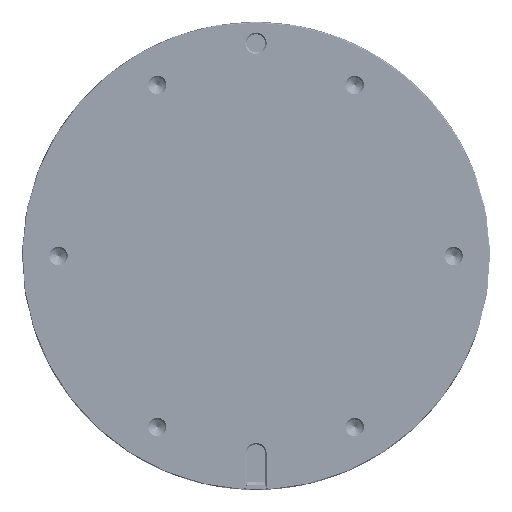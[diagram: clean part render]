
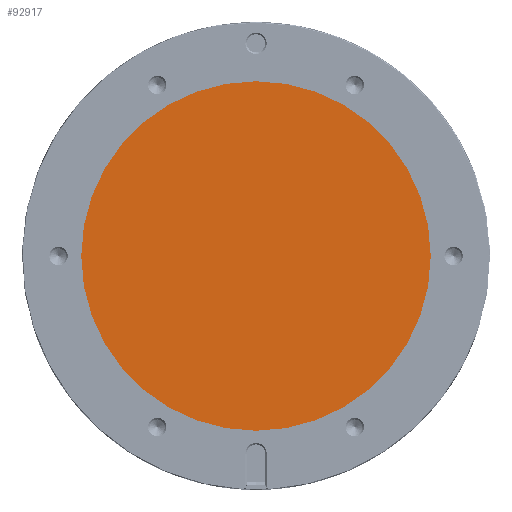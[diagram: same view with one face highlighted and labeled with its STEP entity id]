
A CAD part, left-side view. The second image highlights one B-rep face of the part: STEP entity #92917.
In plain terms, the highlighted planar face has unit normal (-1, 0, 0).
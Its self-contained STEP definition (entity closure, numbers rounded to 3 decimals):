
#535 = AXIS2_PLACEMENT_3D ( 'NONE', #18271, #18272, #18273 ) ;
#14131 = CIRCLE ( 'NONE', #535, 57.5 ) ;
#18271 = CARTESIAN_POINT ( 'NONE',  ( 0.5, 0., 0. ) ) ;
#18272 = DIRECTION ( 'NONE',  ( -1., 0., 0. ) ) ;
#18273 = DIRECTION ( 'NONE',  ( 0., 0., 1. ) ) ;
#26007 = EDGE_CURVE ( 'NONE', #29018, #28997, #14131, .T. ) ;
#28997 = VERTEX_POINT ( 'NONE', #71064 ) ;
#29018 = VERTEX_POINT ( 'NONE', #71088 ) ;
#30833 = EDGE_CURVE ( 'NONE', #28997, #29018, #68533, .T. ) ;
#49022 = ORIENTED_EDGE ( 'NONE', *, *, #26007, .T. ) ;
#49023 = ORIENTED_EDGE ( 'NONE', *, *, #30833, .T. ) ;
#64914 = AXIS2_PLACEMENT_3D ( 'NONE', #73546, #73547, #73548 ) ;
#68533 = CIRCLE ( 'NONE', #64914, 57.5 ) ;
#69862 = AXIS2_PLACEMENT_3D ( 'NONE', #88355, #88361, #88362 ) ;
#71064 = CARTESIAN_POINT ( 'NONE',  ( 0.5, 0., -57.5 ) ) ;
#71088 = CARTESIAN_POINT ( 'NONE',  ( 0.5, 0., 57.5 ) ) ;
#73546 = CARTESIAN_POINT ( 'NONE',  ( 0.5, 0., 0. ) ) ;
#73547 = DIRECTION ( 'NONE',  ( -1., 0., 0. ) ) ;
#73548 = DIRECTION ( 'NONE',  ( 0., 0., 1. ) ) ;
#81868 = EDGE_LOOP ( 'NONE', ( #49022, #49023 ) ) ;
#87333 = FACE_OUTER_BOUND ( 'NONE', #81868, .T. ) ;
#88355 = CARTESIAN_POINT ( 'NONE',  ( 0.5, 0., 0. ) ) ;
#88359 = PLANE ( 'NONE',  #69862 ) ;
#88361 = DIRECTION ( 'NONE',  ( -1., 0., 0. ) ) ;
#88362 = DIRECTION ( 'NONE',  ( 0., 0., 1. ) ) ;
#92917 = ADVANCED_FACE ( 'NONE', ( #87333 ), #88359, .T. ) ;
